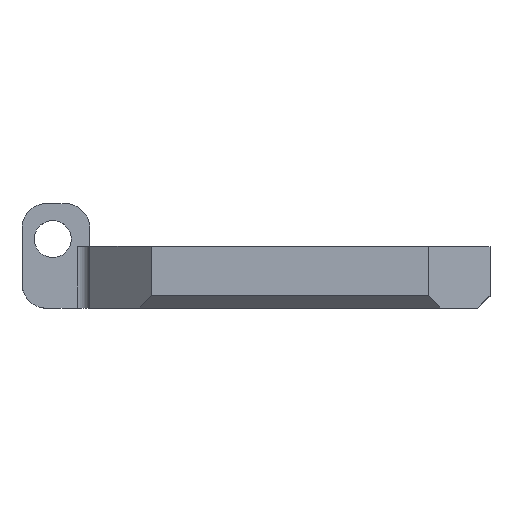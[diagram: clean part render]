
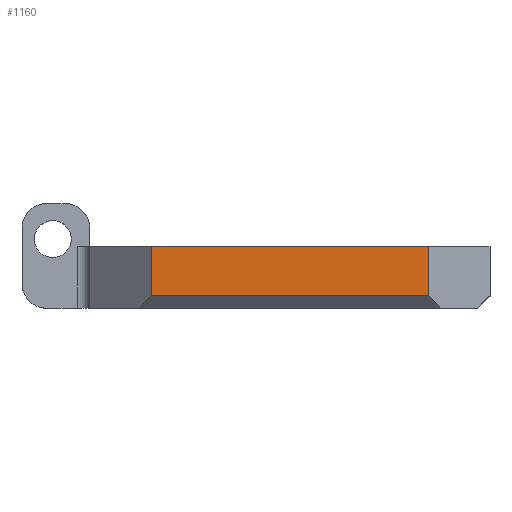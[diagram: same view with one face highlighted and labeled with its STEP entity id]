
A CAD part, top view. The second image highlights one B-rep face of the part: STEP entity #1160.
In plain terms, the highlighted planar face has unit normal (0, 0, 1).
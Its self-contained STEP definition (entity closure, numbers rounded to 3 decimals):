
#20 = DIRECTION ( 'NONE',  ( 1., 0., 0. ) ) ;
#23 = CARTESIAN_POINT ( 'NONE',  ( 0., 2., 23. ) ) ;
#71 = VERTEX_POINT ( 'NONE', #240 ) ;
#79 = DIRECTION ( 'NONE',  ( 1., 0., 0. ) ) ;
#178 = FACE_OUTER_BOUND ( 'NONE', #539, .T. ) ;
#187 = CARTESIAN_POINT ( 'NONE',  ( -10., 2., 23. ) ) ;
#212 = CARTESIAN_POINT ( 'NONE',  ( -10., 10., 23. ) ) ;
#240 = CARTESIAN_POINT ( 'NONE',  ( -55., 10., 23. ) ) ;
#349 = ORIENTED_EDGE ( 'NONE', *, *, #659, .T. ) ;
#357 = EDGE_CURVE ( 'NONE', #732, #1263, #1200, .T. ) ;
#361 = CARTESIAN_POINT ( 'NONE',  ( -55., 2., 23. ) ) ;
#369 = VECTOR ( 'NONE', #857, 1000. ) ;
#385 = VECTOR ( 'NONE', #1035, 1000. ) ;
#408 = CARTESIAN_POINT ( 'NONE',  ( 0., 10., 23. ) ) ;
#410 = DIRECTION ( 'NONE',  ( 0., 0., 1. ) ) ;
#431 = ORIENTED_EDGE ( 'NONE', *, *, #357, .T. ) ;
#539 = EDGE_LOOP ( 'NONE', ( #349, #947, #1382, #431 ) ) ;
#659 = EDGE_CURVE ( 'NONE', #1263, #71, #1218, .T. ) ;
#660 = LINE ( 'NONE', #23, #838 ) ;
#713 = CARTESIAN_POINT ( 'NONE',  ( 0., 0., 23. ) ) ;
#732 = VERTEX_POINT ( 'NONE', #187 ) ;
#762 = CARTESIAN_POINT ( 'NONE',  ( -10., 10., 23. ) ) ;
#792 = VERTEX_POINT ( 'NONE', #1257 ) ;
#838 = VECTOR ( 'NONE', #20, 1000. ) ;
#857 = DIRECTION ( 'NONE',  ( 0., 1., 0. ) ) ;
#867 = VECTOR ( 'NONE', #988, 1000. ) ;
#947 = ORIENTED_EDGE ( 'NONE', *, *, #1275, .T. ) ;
#988 = DIRECTION ( 'NONE',  ( 0., -1., 0. ) ) ;
#995 = AXIS2_PLACEMENT_3D ( 'NONE', #713, #410, #79 ) ;
#1035 = DIRECTION ( 'NONE',  ( -1., 0., 0. ) ) ;
#1114 = LINE ( 'NONE', #361, #867 ) ;
#1160 = ADVANCED_FACE ( 'NONE', ( #178 ), #1342, .T. ) ;
#1200 = LINE ( 'NONE', #762, #369 ) ;
#1218 = LINE ( 'NONE', #408, #385 ) ;
#1257 = CARTESIAN_POINT ( 'NONE',  ( -55., 2., 23. ) ) ;
#1263 = VERTEX_POINT ( 'NONE', #212 ) ;
#1275 = EDGE_CURVE ( 'NONE', #71, #792, #1114, .T. ) ;
#1306 = EDGE_CURVE ( 'NONE', #792, #732, #660, .T. ) ;
#1342 = PLANE ( 'NONE',  #995 ) ;
#1382 = ORIENTED_EDGE ( 'NONE', *, *, #1306, .T. ) ;
